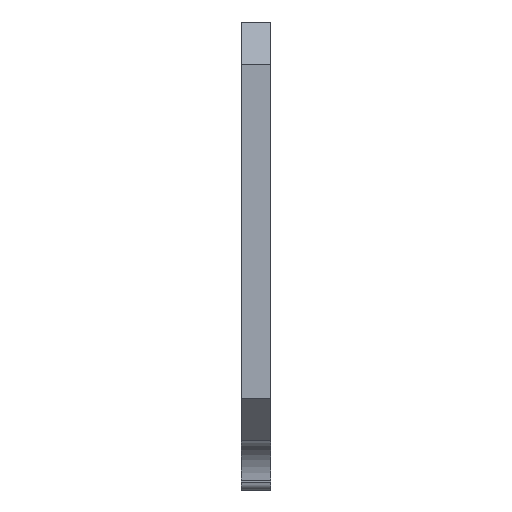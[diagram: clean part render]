
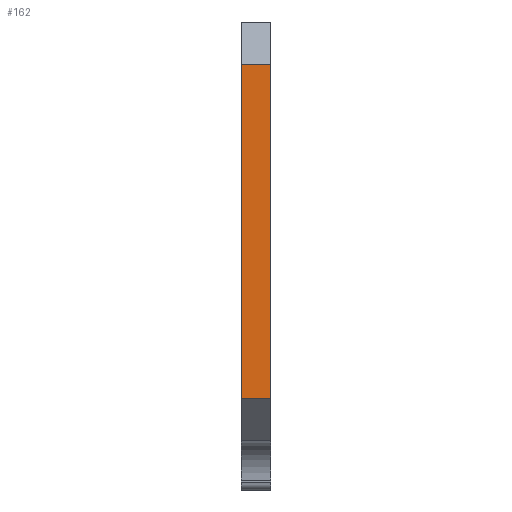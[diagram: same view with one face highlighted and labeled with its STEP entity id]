
A CAD part, left-side view. The second image highlights one B-rep face of the part: STEP entity #162.
In plain terms, the highlighted planar face has unit normal (-1, 0, 0).
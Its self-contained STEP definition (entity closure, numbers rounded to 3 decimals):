
#162=ADVANCED_FACE('',(#204),#184,.T.);
#184=PLANE('',#769);
#204=FACE_OUTER_BOUND('',#262,.T.);
#262=EDGE_LOOP('',(#414,#415,#416,#417));
#414=ORIENTED_EDGE('',*,*,#591,.F.);
#415=ORIENTED_EDGE('',*,*,#603,.F.);
#416=ORIENTED_EDGE('',*,*,#574,.T.);
#417=ORIENTED_EDGE('',*,*,#604,.T.);
#500=VERTEX_POINT('',#1094);
#501=VERTEX_POINT('',#1096);
#513=VERTEX_POINT('',#1125);
#514=VERTEX_POINT('',#1127);
#574=EDGE_CURVE('',#501,#500,#641,.T.);
#591=EDGE_CURVE('',#513,#514,#648,.T.);
#603=EDGE_CURVE('',#501,#513,#651,.T.);
#604=EDGE_CURVE('',#500,#514,#652,.T.);
#641=LINE('',#1095,#689);
#648=LINE('',#1126,#696);
#651=LINE('',#1152,#699);
#652=LINE('',#1153,#700);
#689=VECTOR('',#887,1.);
#696=VECTOR('',#916,1.);
#699=VECTOR('',#949,1.);
#700=VECTOR('',#950,1.);
#769=AXIS2_PLACEMENT_3D('',#1154,#951,#952);
#887=DIRECTION('',(0.,0.,-1.));
#916=DIRECTION('',(0.,0.,-1.));
#949=DIRECTION('',(0.,-1.,0.));
#950=DIRECTION('',(0.,-1.,0.));
#951=DIRECTION('',(-1.,0.,0.));
#952=DIRECTION('',(0.,0.,1.));
#1094=CARTESIAN_POINT('',(-184.299,-50.813,96.751));
#1095=CARTESIAN_POINT('',(-184.299,-50.813,130.651));
#1096=CARTESIAN_POINT('',(-184.299,-50.813,130.651));
#1125=CARTESIAN_POINT('',(-184.299,-53.813,130.651));
#1126=CARTESIAN_POINT('',(-184.299,-53.813,130.651));
#1127=CARTESIAN_POINT('',(-184.299,-53.813,96.751));
#1152=CARTESIAN_POINT('',(-184.299,-50.813,130.651));
#1153=CARTESIAN_POINT('',(-184.299,-50.813,96.751));
#1154=CARTESIAN_POINT('',(-184.299,-50.813,130.651));
